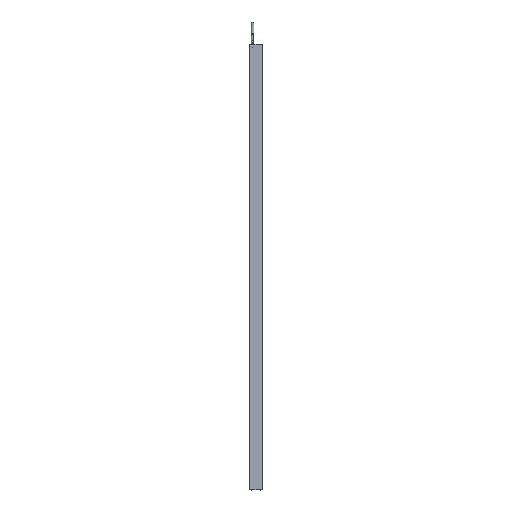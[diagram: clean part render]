
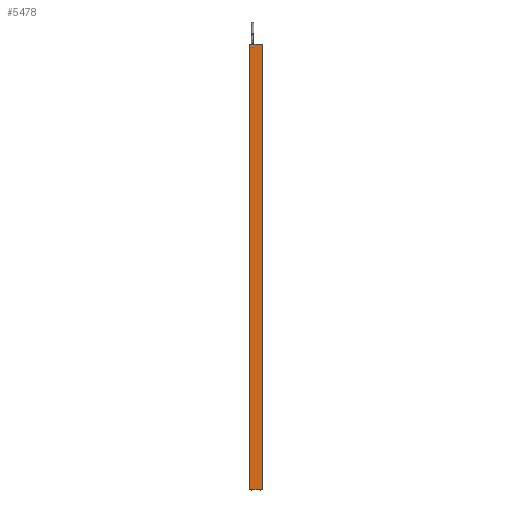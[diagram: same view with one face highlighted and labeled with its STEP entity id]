
A CAD part, front view. The second image highlights one B-rep face of the part: STEP entity #5478.
In plain terms, the highlighted planar face has unit normal (0, -1, 0).
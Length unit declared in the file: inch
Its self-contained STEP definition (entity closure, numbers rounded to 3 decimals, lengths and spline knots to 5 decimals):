
#1205 = CARTESIAN_POINT ( 'NONE',  ( 1.90447, 1.82955, 22.66469 ) ) ;
#3635 = DIRECTION ( 'NONE',  ( -1., 0., 0. ) ) ;
#3833 = CARTESIAN_POINT ( 'NONE',  ( 1.90447, 1.82955, 1.06469 ) ) ;
#3880 = CARTESIAN_POINT ( 'NONE',  ( 1.3084, 1.82955, 22.66469 ) ) ;
#4603 = LINE ( 'NONE', #11652, #14283 ) ;
#5478 = ADVANCED_FACE ( 'NONE', ( #12571 ), #31558, .F. ) ;
#5996 = DIRECTION ( 'NONE',  ( 0., 0., -1. ) ) ;
#6485 = DIRECTION ( 'NONE',  ( 0., 0., -1. ) ) ;
#7756 = EDGE_CURVE ( 'NONE', #14165, #34480, #24750, .T. ) ;
#9147 = DIRECTION ( 'NONE',  ( 0., 1., 0. ) ) ;
#11325 = VERTEX_POINT ( 'NONE', #35919 ) ;
#11652 = CARTESIAN_POINT ( 'NONE',  ( 1.3084, 1.82955, 22.66469 ) ) ;
#11780 = ORIENTED_EDGE ( 'NONE', *, *, #18184, .F. ) ;
#12571 = FACE_OUTER_BOUND ( 'NONE', #31528, .T. ) ;
#14165 = VERTEX_POINT ( 'NONE', #22917 ) ;
#14283 = VECTOR ( 'NONE', #5996, 39.37008 ) ;
#16912 = AXIS2_PLACEMENT_3D ( 'NONE', #3880, #9147, #3635 ) ;
#18184 = EDGE_CURVE ( 'NONE', #11325, #23099, #18271, .T. ) ;
#18209 = ORIENTED_EDGE ( 'NONE', *, *, #19735, .F. ) ;
#18271 = LINE ( 'NONE', #29422, #28785 ) ;
#19069 = ORIENTED_EDGE ( 'NONE', *, *, #7756, .T. ) ;
#19589 = DIRECTION ( 'NONE',  ( 1., 0., 0. ) ) ;
#19735 = EDGE_CURVE ( 'NONE', #23099, #34480, #36243, .T. ) ;
#21219 = DIRECTION ( 'NONE',  ( 1., 0., 0. ) ) ;
#22880 = EDGE_CURVE ( 'NONE', #11325, #14165, #4603, .T. ) ;
#22917 = CARTESIAN_POINT ( 'NONE',  ( 1.3084, 1.82955, 1.06469 ) ) ;
#23099 = VERTEX_POINT ( 'NONE', #1205 ) ;
#24750 = LINE ( 'NONE', #33791, #35216 ) ;
#27955 = ORIENTED_EDGE ( 'NONE', *, *, #22880, .T. ) ;
#28785 = VECTOR ( 'NONE', #21219, 39.37008 ) ;
#28969 = CARTESIAN_POINT ( 'NONE',  ( 1.90447, 1.82955, 22.66469 ) ) ;
#29422 = CARTESIAN_POINT ( 'NONE',  ( 1.3084, 1.82955, 22.66469 ) ) ;
#31528 = EDGE_LOOP ( 'NONE', ( #19069, #18209, #11780, #27955 ) ) ;
#31558 = PLANE ( 'NONE',  #16912 ) ;
#32739 = VECTOR ( 'NONE', #6485, 39.37008 ) ;
#33791 = CARTESIAN_POINT ( 'NONE',  ( 1.3084, 1.82955, 1.06469 ) ) ;
#34480 = VERTEX_POINT ( 'NONE', #3833 ) ;
#35216 = VECTOR ( 'NONE', #19589, 39.37008 ) ;
#35919 = CARTESIAN_POINT ( 'NONE',  ( 1.3084, 1.82955, 22.66469 ) ) ;
#36243 = LINE ( 'NONE', #28969, #32739 ) ;
